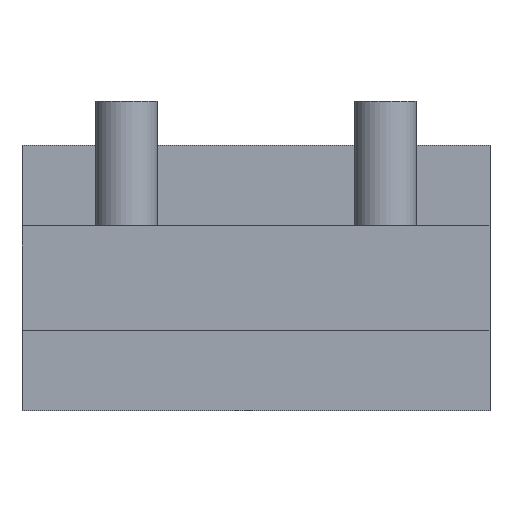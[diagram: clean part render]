
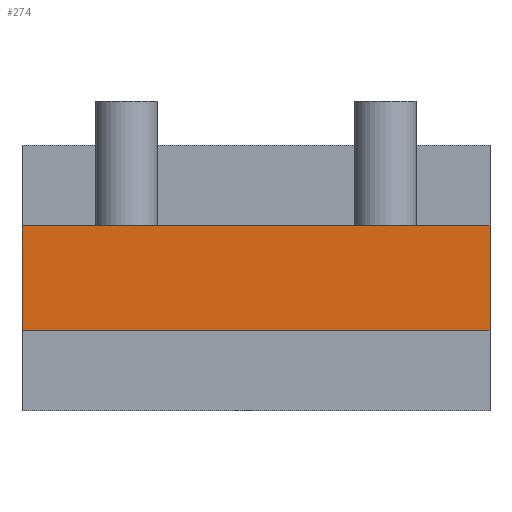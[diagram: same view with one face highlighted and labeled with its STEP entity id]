
A CAD part, front view. The second image highlights one B-rep face of the part: STEP entity #274.
In plain terms, the highlighted planar face has unit normal (0, -1, 0).
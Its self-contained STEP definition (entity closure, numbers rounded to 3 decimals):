
#40 = FACE_OUTER_BOUND ( 'NONE', #554, .T. ) ;
#46 = VERTEX_POINT ( 'NONE', #72 ) ;
#52 = CARTESIAN_POINT ( 'NONE',  ( -22.4, -101.6, 5. ) ) ;
#72 = CARTESIAN_POINT ( 'NONE',  ( 22.4, -101.6, -5. ) ) ;
#97 = CARTESIAN_POINT ( 'NONE',  ( 0., -101.6, -5. ) ) ;
#99 = EDGE_CURVE ( 'NONE', #334, #46, #132, .T. ) ;
#132 = LINE ( 'NONE', #588, #337 ) ;
#196 = DIRECTION ( 'NONE',  ( 0., 0., -1. ) ) ;
#202 = DIRECTION ( 'NONE',  ( 0., 1., 0. ) ) ;
#203 = VECTOR ( 'NONE', #417, 1000. ) ;
#227 = VERTEX_POINT ( 'NONE', #318 ) ;
#232 = AXIS2_PLACEMENT_3D ( 'NONE', #463, #202, #250 ) ;
#238 = ORIENTED_EDGE ( 'NONE', *, *, #320, .F. ) ;
#250 = DIRECTION ( 'NONE',  ( -1., 0., 0. ) ) ;
#270 = EDGE_CURVE ( 'NONE', #350, #46, #336, .T. ) ;
#274 = ADVANCED_FACE ( 'NONE', ( #40 ), #283, .F. ) ;
#282 = VECTOR ( 'NONE', #196, 1000. ) ;
#283 = PLANE ( 'NONE',  #232 ) ;
#293 = CARTESIAN_POINT ( 'NONE',  ( 22.4, -101.6, 5. ) ) ;
#296 = CARTESIAN_POINT ( 'NONE',  ( 0., -101.6, 5. ) ) ;
#318 = CARTESIAN_POINT ( 'NONE',  ( -22.4, -101.6, 5. ) ) ;
#320 = EDGE_CURVE ( 'NONE', #227, #334, #399, .T. ) ;
#334 = VERTEX_POINT ( 'NONE', #293 ) ;
#336 = LINE ( 'NONE', #97, #203 ) ;
#337 = VECTOR ( 'NONE', #492, 1000. ) ;
#343 = ORIENTED_EDGE ( 'NONE', *, *, #99, .F. ) ;
#347 = EDGE_CURVE ( 'NONE', #227, #350, #394, .T. ) ;
#350 = VERTEX_POINT ( 'NONE', #482 ) ;
#394 = LINE ( 'NONE', #52, #282 ) ;
#397 = DIRECTION ( 'NONE',  ( 1., 0., 0. ) ) ;
#399 = LINE ( 'NONE', #296, #420 ) ;
#417 = DIRECTION ( 'NONE',  ( 1., 0., 0. ) ) ;
#420 = VECTOR ( 'NONE', #397, 1000. ) ;
#463 = CARTESIAN_POINT ( 'NONE',  ( 0., -101.6, 5. ) ) ;
#480 = ORIENTED_EDGE ( 'NONE', *, *, #347, .T. ) ;
#482 = CARTESIAN_POINT ( 'NONE',  ( -22.4, -101.6, -5. ) ) ;
#492 = DIRECTION ( 'NONE',  ( 0., 0., -1. ) ) ;
#496 = ORIENTED_EDGE ( 'NONE', *, *, #270, .T. ) ;
#554 = EDGE_LOOP ( 'NONE', ( #496, #343, #238, #480 ) ) ;
#588 = CARTESIAN_POINT ( 'NONE',  ( 22.4, -101.6, 5. ) ) ;
